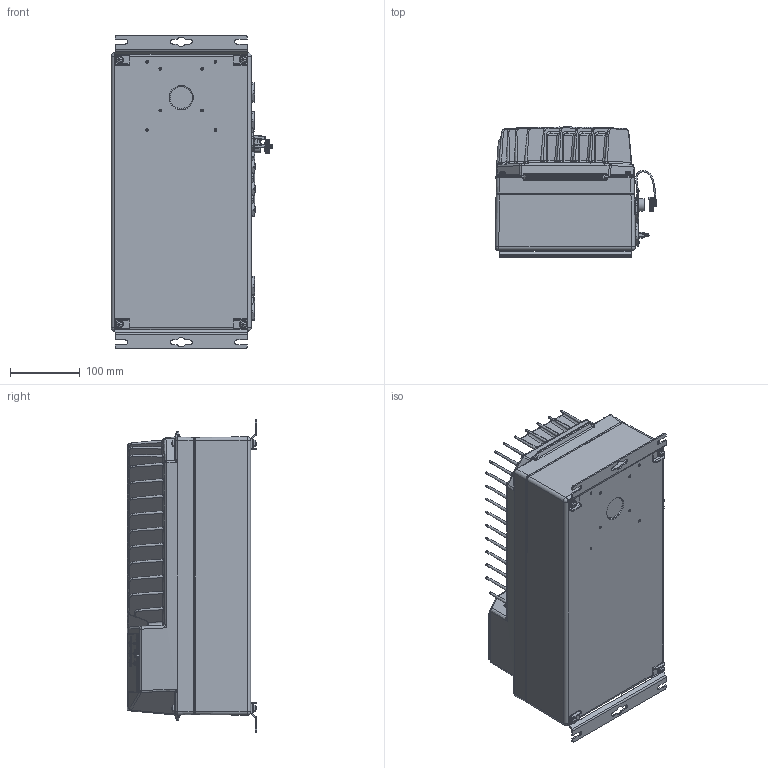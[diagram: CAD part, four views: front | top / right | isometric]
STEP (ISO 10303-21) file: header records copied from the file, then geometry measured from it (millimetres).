
FILE_DESCRIPTION((''),'2;1');
FILE_NAME('P452-40-L2-1','2013-04-12T',('u264218'),('Danfoss Power Electronics'),'PRO/ENGINEER BY PARAMETRIC TECHNOLOGY CORPORATION, 2012070','PRO/ENGINEER BY PARAMETRIC TECHNOLOGY CORPORATION, 2012070','');
FILE_SCHEMA(('CONFIG_CONTROL_DESIGN','GEOMETRIC_VALIDATION_PROPERTIES_MIM'));
Products named in the file (1): P452-40-L2-1
Bounding box: 231.75 x 186.09 x 449.53 mm (x, y, z)
Volume: 11509966.4 mm3; surface area: 665812.1 mm2
Topology: 2 solids, 3 shells, 5455 faces, 14556 edges, 9468 vertices
Faces by surface type: plane 2760, extrusion 832, bspline 784, cylinder 775, sphere 136, cone 98, torus 70
Entity records: 326281 total; most frequent: CARTESIAN_POINT 184289, ORIENTED_EDGE 29112, DIRECTION 21624, EDGE_CURVE 14556, VERTEX_POINT 9468, VECTOR 9192, LINE 8360, AXIS2_PLACEMENT_3D 6216
